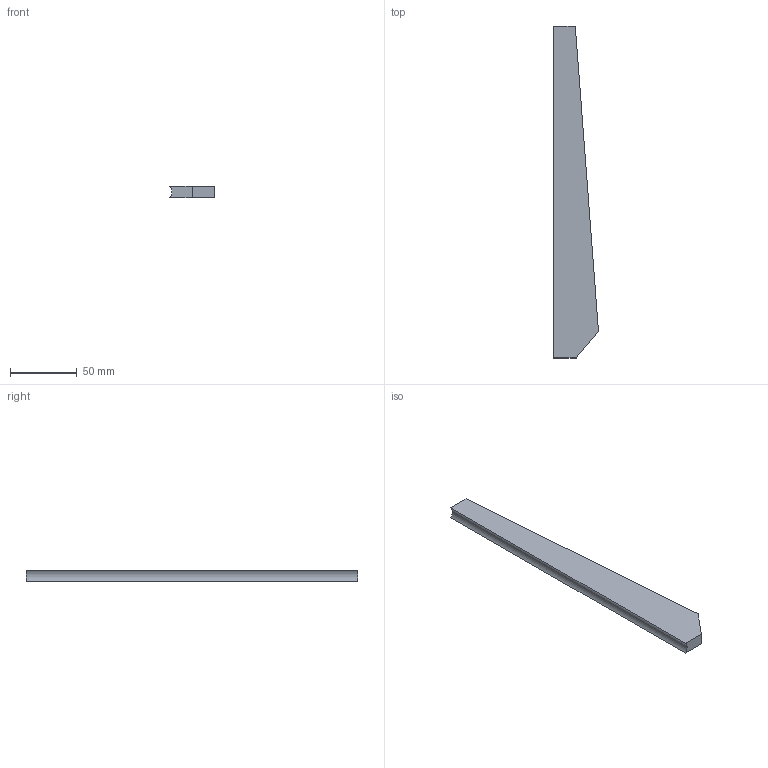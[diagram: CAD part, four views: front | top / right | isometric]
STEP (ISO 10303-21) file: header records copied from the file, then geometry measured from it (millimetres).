
FILE_DESCRIPTION (( 'STEP AP203' ), '1' );
FILE_NAME ('rudder_Default_sldprt.STEP', '2021-10-23T20:41:57', ( '' ), ( '' ), 'SwSTEP 2.0', 'SolidWorks 2021', '' );
FILE_SCHEMA (( 'CONFIG_CONTROL_DESIGN' ));
Length unit declared in the file: centimetre
Products named in the file (1): rudder_Default_sldprt
Bounding box: 33.82 x 249.4 x 9 mm (x, y, z)
Volume: 53517.2 mm3; surface area: 17609.4 mm2
Topology: 1 solids, 1 shells, 7 faces, 15 edges, 10 vertices
Faces by surface type: plane 6, cylinder 1
Entity records: 268 total; most frequent: CARTESIAN_POINT 33, DIRECTION 33, ORIENTED_EDGE 30, EDGE_CURVE 15, VECTOR 13, LINE 13, VERTEX_POINT 10, AXIS2_PLACEMENT_3D 10
